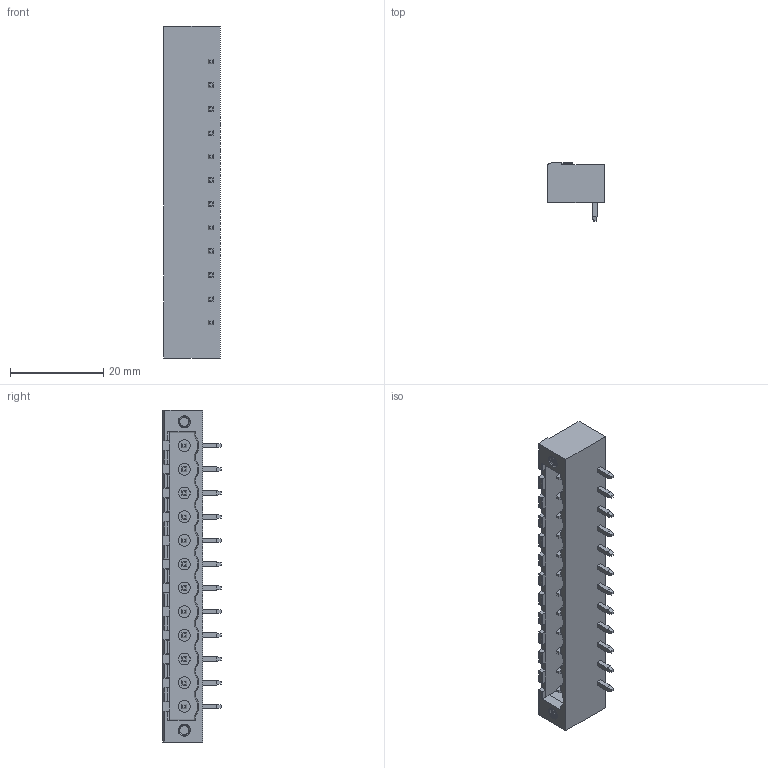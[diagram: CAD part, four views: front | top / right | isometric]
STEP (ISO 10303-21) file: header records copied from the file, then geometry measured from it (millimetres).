
FILE_DESCRIPTION (( 'STEP AP214' ), '1' );
FILE_NAME ('CUI_DEVICES_TBP01R1W-508-12BE.step', '2019-10-22T02:04:43', ( '' ), ( '' ), 'SwSTEP 2.0', 'SolidWorks 2019', '' );
FILE_SCHEMA (( 'AUTOMOTIVE_DESIGN' ));
Length unit declared in the file: millimetre
Products named in the file (1): CUI_DEVICES_TBP01R1W-508-12BE
Bounding box: 12 x 12.5 x 71.12 mm (x, y, z)
Volume: 4027.3 mm3; surface area: 4918.2 mm2
Topology: 1 solids, 1 shells, 649 faces, 1611 edges, 978 vertices
Faces by surface type: plane 391, cylinder 212, bspline 28, cone 18
Entity records: 25719 total; most frequent: CARTESIAN_POINT 7657, ORIENTED_EDGE 3174, DIRECTION 2733, EDGE_CURVE 1587, VECTOR 1097, LINE 1097, VERTEX_POINT 978, AXIS2_PLACEMENT_3D 818
